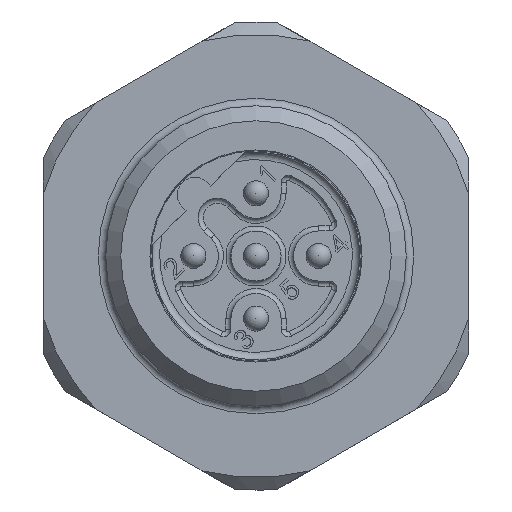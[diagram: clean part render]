
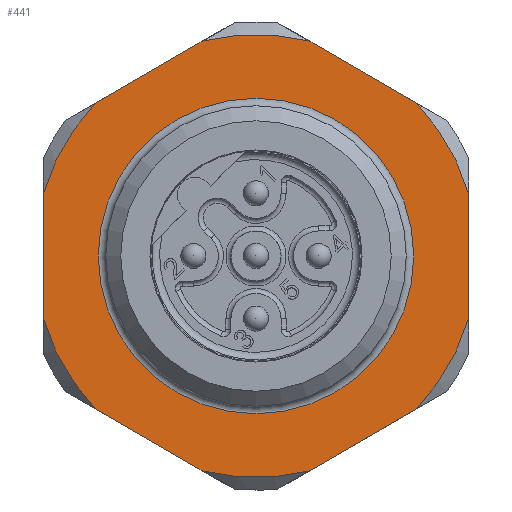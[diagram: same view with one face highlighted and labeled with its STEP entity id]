
A CAD part, front view. The second image highlights one B-rep face of the part: STEP entity #441.
In plain terms, the highlighted planar face has unit normal (0, -1, 0).
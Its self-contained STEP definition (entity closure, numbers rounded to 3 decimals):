
#441=ADVANCED_FACE('',(#1182,#1183),#624,.T.);
#624=PLANE('',#3331);
#716=LINE('',#4571,#941);
#717=LINE('',#4572,#942);
#718=LINE('',#4573,#943);
#719=LINE('',#4574,#944);
#720=LINE('',#4575,#945);
#721=LINE('',#4576,#946);
#941=VECTOR('',#3676,1.);
#942=VECTOR('',#3677,1.);
#943=VECTOR('',#3678,1.);
#944=VECTOR('',#3679,1.);
#945=VECTOR('',#3680,1.);
#946=VECTOR('',#3681,1.);
#1182=FACE_BOUND('',#1282,.T.);
#1183=FACE_BOUND('',#1283,.T.);
#1282=EDGE_LOOP('',(#1573));
#1283=EDGE_LOOP('',(#1574,#1575,#1576,#1577,#1578,#1579,#1580,#1581,#1582,
#1583,#1584,#1585));
#1573=ORIENTED_EDGE('',*,*,#2761,.T.);
#1574=ORIENTED_EDGE('',*,*,#2744,.F.);
#1575=ORIENTED_EDGE('',*,*,#2762,.T.);
#1576=ORIENTED_EDGE('',*,*,#2746,.F.);
#1577=ORIENTED_EDGE('',*,*,#2763,.T.);
#1578=ORIENTED_EDGE('',*,*,#2759,.F.);
#1579=ORIENTED_EDGE('',*,*,#2764,.T.);
#1580=ORIENTED_EDGE('',*,*,#2756,.F.);
#1581=ORIENTED_EDGE('',*,*,#2765,.T.);
#1582=ORIENTED_EDGE('',*,*,#2753,.F.);
#1583=ORIENTED_EDGE('',*,*,#2766,.T.);
#1584=ORIENTED_EDGE('',*,*,#2750,.F.);
#1585=ORIENTED_EDGE('',*,*,#2767,.T.);
#2433=VERTEX_POINT('',#4501);
#2434=VERTEX_POINT('',#4503);
#2435=VERTEX_POINT('',#4510);
#2436=VERTEX_POINT('',#4511);
#2437=VERTEX_POINT('',#4525);
#2438=VERTEX_POINT('',#4527);
#2439=VERTEX_POINT('',#4537);
#2440=VERTEX_POINT('',#4539);
#2441=VERTEX_POINT('',#4549);
#2442=VERTEX_POINT('',#4551);
#2443=VERTEX_POINT('',#4561);
#2444=VERTEX_POINT('',#4563);
#2445=VERTEX_POINT('',#4570);
#2744=EDGE_CURVE('',#2433,#2434,#3173,.T.);
#2746=EDGE_CURVE('',#2435,#2436,#3174,.T.);
#2750=EDGE_CURVE('',#2437,#2438,#3175,.T.);
#2753=EDGE_CURVE('',#2439,#2440,#3176,.T.);
#2756=EDGE_CURVE('',#2441,#2442,#3177,.T.);
#2759=EDGE_CURVE('',#2443,#2444,#3178,.T.);
#2761=EDGE_CURVE('',#2445,#2445,#3179,.T.);
#2762=EDGE_CURVE('',#2433,#2436,#716,.T.);
#2763=EDGE_CURVE('',#2435,#2444,#717,.T.);
#2764=EDGE_CURVE('',#2443,#2442,#718,.T.);
#2765=EDGE_CURVE('',#2441,#2440,#719,.T.);
#2766=EDGE_CURVE('',#2439,#2438,#720,.T.);
#2767=EDGE_CURVE('',#2437,#2434,#721,.T.);
#3173=CIRCLE('',#3318,8.85);
#3174=CIRCLE('',#3320,8.85);
#3175=CIRCLE('',#3322,8.85);
#3176=CIRCLE('',#3324,8.85);
#3177=CIRCLE('',#3326,8.85);
#3178=CIRCLE('',#3328,8.85);
#3179=CIRCLE('',#3330,6.3);
#3318=AXIS2_PLACEMENT_3D('',#4502,#3650,#3651);
#3320=AXIS2_PLACEMENT_3D('',#4509,#3654,#3655);
#3322=AXIS2_PLACEMENT_3D('',#4526,#3658,#3659);
#3324=AXIS2_PLACEMENT_3D('',#4538,#3662,#3663);
#3326=AXIS2_PLACEMENT_3D('',#4550,#3666,#3667);
#3328=AXIS2_PLACEMENT_3D('',#4562,#3670,#3671);
#3330=AXIS2_PLACEMENT_3D('',#4569,#3674,#3675);
#3331=AXIS2_PLACEMENT_3D('',#4577,#3682,#3683);
#3650=DIRECTION('',(0.,1.,0.));
#3651=DIRECTION('',(1.,0.,0.));
#3654=DIRECTION('',(0.,1.,0.));
#3655=DIRECTION('',(1.,0.,0.));
#3658=DIRECTION('',(0.,1.,0.));
#3659=DIRECTION('',(1.,0.,0.));
#3662=DIRECTION('',(0.,1.,0.));
#3663=DIRECTION('',(1.,0.,0.));
#3666=DIRECTION('',(0.,1.,0.));
#3667=DIRECTION('',(1.,0.,0.));
#3670=DIRECTION('',(0.,1.,0.));
#3671=DIRECTION('',(1.,0.,0.));
#3674=DIRECTION('',(0.,1.,0.));
#3675=DIRECTION('',(-1.,0.,0.));
#3676=DIRECTION('',(-0.866,0.,-0.5));
#3677=DIRECTION('',(0.,0.,-1.));
#3678=DIRECTION('',(0.866,0.,-0.5));
#3679=DIRECTION('',(0.866,0.,0.5));
#3680=DIRECTION('',(0.,0.,1.));
#3681=DIRECTION('',(-0.866,0.,0.5));
#3682=DIRECTION('',(0.,-1.,0.));
#3683=DIRECTION('',(1.,0.,0.));
#4501=CARTESIAN_POINT('',(15.309,-7.425,8.593));
#4502=CARTESIAN_POINT('',(17.425,-7.425,0.));
#4503=CARTESIAN_POINT('',(19.541,-7.425,8.593));
#4509=CARTESIAN_POINT('',(17.425,-7.425,0.));
#4510=CARTESIAN_POINT('',(8.925,-7.425,2.464));
#4511=CARTESIAN_POINT('',(11.041,-7.425,6.129));
#4525=CARTESIAN_POINT('',(23.809,-7.425,6.129));
#4526=CARTESIAN_POINT('',(17.425,-7.425,0.));
#4527=CARTESIAN_POINT('',(25.925,-7.425,2.464));
#4537=CARTESIAN_POINT('',(25.925,-7.425,-2.464));
#4538=CARTESIAN_POINT('',(17.425,-7.425,0.));
#4539=CARTESIAN_POINT('',(23.809,-7.425,-6.129));
#4549=CARTESIAN_POINT('',(19.541,-7.425,-8.593));
#4550=CARTESIAN_POINT('',(17.425,-7.425,0.));
#4551=CARTESIAN_POINT('',(15.309,-7.425,-8.593));
#4561=CARTESIAN_POINT('',(11.041,-7.425,-6.129));
#4562=CARTESIAN_POINT('',(17.425,-7.425,0.));
#4563=CARTESIAN_POINT('',(8.925,-7.425,-2.464));
#4569=CARTESIAN_POINT('',(17.425,-7.425,0.));
#4570=CARTESIAN_POINT('',(11.125,-7.425,0.));
#4571=CARTESIAN_POINT('',(9.343,-7.425,5.149));
#4572=CARTESIAN_POINT('',(8.925,-7.425,-8.85));
#4573=CARTESIAN_POINT('',(17.007,-7.425,-9.574));
#4574=CARTESIAN_POINT('',(17.843,-7.425,-9.574));
#4575=CARTESIAN_POINT('',(25.925,-7.425,-8.85));
#4576=CARTESIAN_POINT('',(25.507,-7.425,5.149));
#4577=CARTESIAN_POINT('',(17.425,-7.425,-8.85));
